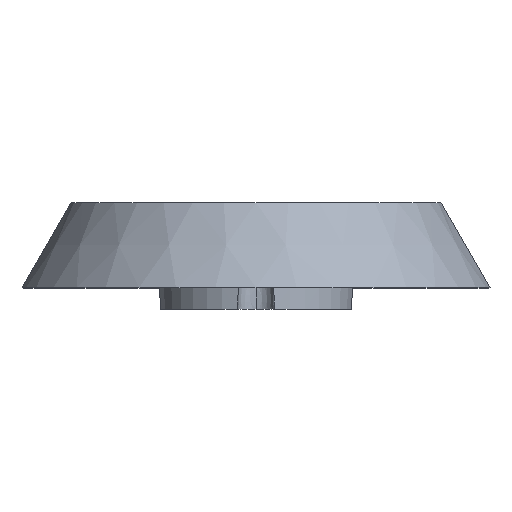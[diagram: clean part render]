
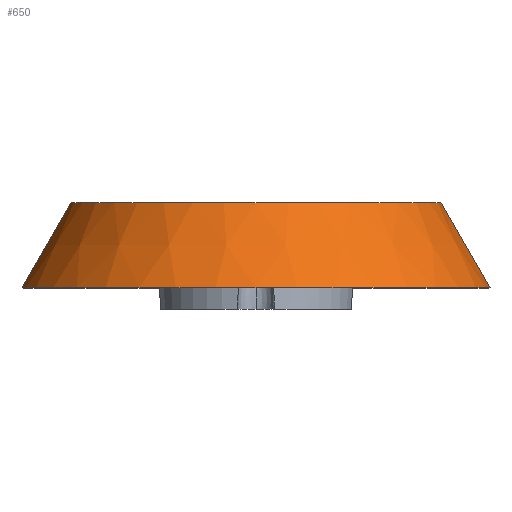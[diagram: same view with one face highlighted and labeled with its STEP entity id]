
A CAD part, top view. The second image highlights one B-rep face of the part: STEP entity #650.
In plain terms, the highlighted conical face has half-angle 30 degrees and reference radius 55 mm.
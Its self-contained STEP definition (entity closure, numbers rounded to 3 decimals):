
#7 = EDGE_LOOP ( 'NONE', ( #615, #52, #275, #427 ) ) ;
#17 = DIRECTION ( 'NONE',  ( 0., -1., 0. ) ) ;
#22 = CARTESIAN_POINT ( 'NONE',  ( -43.453, 20., 0. ) ) ;
#52 = ORIENTED_EDGE ( 'NONE', *, *, #739, .T. ) ;
#62 = EDGE_CURVE ( 'NONE', #106, #444, #704, .T. ) ;
#69 = CARTESIAN_POINT ( 'NONE',  ( 55., 0., 0. ) ) ;
#78 = DIRECTION ( 'NONE',  ( -1., 0., 0. ) ) ;
#88 = LINE ( 'NONE', #274, #414 ) ;
#90 = DIRECTION ( 'NONE',  ( 0., 1., 0. ) ) ;
#91 = CARTESIAN_POINT ( 'NONE',  ( 0., 0., 0. ) ) ;
#106 = VERTEX_POINT ( 'NONE', #229 ) ;
#184 = VERTEX_POINT ( 'NONE', #22 ) ;
#194 = EDGE_CURVE ( 'NONE', #479, #444, #363, .T. ) ;
#224 = EDGE_CURVE ( 'NONE', #184, #106, #642, .T. ) ;
#229 = CARTESIAN_POINT ( 'NONE',  ( 43.453, 20., 0. ) ) ;
#238 = AXIS2_PLACEMENT_3D ( 'NONE', #263, #721, #78 ) ;
#252 = AXIS2_PLACEMENT_3D ( 'NONE', #664, #90, #604 ) ;
#255 = AXIS2_PLACEMENT_3D ( 'NONE', #91, #17, #422 ) ;
#263 = CARTESIAN_POINT ( 'NONE',  ( 0., 20., 0. ) ) ;
#274 = CARTESIAN_POINT ( 'NONE',  ( -55., 0., 0. ) ) ;
#275 = ORIENTED_EDGE ( 'NONE', *, *, #194, .T. ) ;
#344 = CONICAL_SURFACE ( 'NONE', #255, 55., 0.524 ) ;
#363 = CIRCLE ( 'NONE', #252, 55. ) ;
#398 = DIRECTION ( 'NONE',  ( -0.5, -0.866, 0. ) ) ;
#414 = VECTOR ( 'NONE', #398, 1000. ) ;
#419 = CARTESIAN_POINT ( 'NONE',  ( 55., 0., 0. ) ) ;
#422 = DIRECTION ( 'NONE',  ( 1., 0., 0. ) ) ;
#427 = ORIENTED_EDGE ( 'NONE', *, *, #62, .F. ) ;
#444 = VERTEX_POINT ( 'NONE', #419 ) ;
#457 = VECTOR ( 'NONE', #701, 1000. ) ;
#467 = CARTESIAN_POINT ( 'NONE',  ( -55., 0., 0. ) ) ;
#479 = VERTEX_POINT ( 'NONE', #467 ) ;
#555 = FACE_OUTER_BOUND ( 'NONE', #7, .T. ) ;
#604 = DIRECTION ( 'NONE',  ( -1., 0., 0. ) ) ;
#615 = ORIENTED_EDGE ( 'NONE', *, *, #224, .F. ) ;
#642 = CIRCLE ( 'NONE', #238, 43.453 ) ;
#650 = ADVANCED_FACE ( 'NONE', ( #555 ), #344, .T. ) ;
#664 = CARTESIAN_POINT ( 'NONE',  ( 0., 0., 0. ) ) ;
#701 = DIRECTION ( 'NONE',  ( 0.5, -0.866, 0. ) ) ;
#704 = LINE ( 'NONE', #69, #457 ) ;
#721 = DIRECTION ( 'NONE',  ( 0., 1., 0. ) ) ;
#739 = EDGE_CURVE ( 'NONE', #184, #479, #88, .T. ) ;
